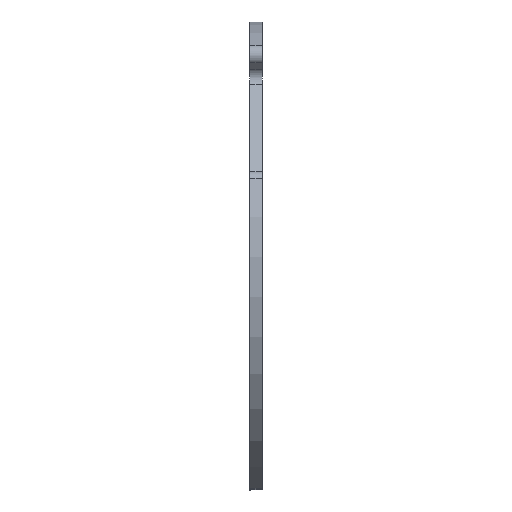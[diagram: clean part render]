
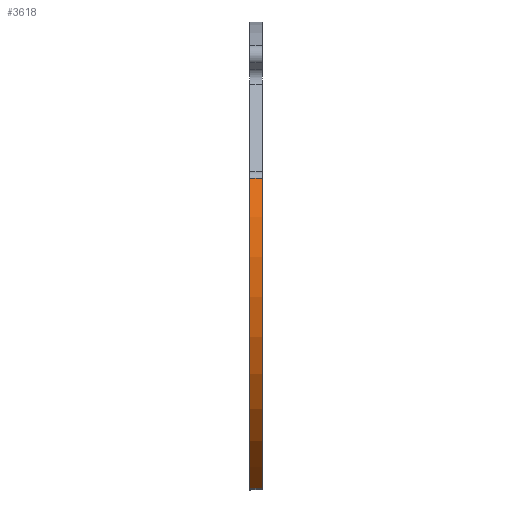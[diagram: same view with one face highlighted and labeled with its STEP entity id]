
A CAD part, top view. The second image highlights one B-rep face of the part: STEP entity #3618.
In plain terms, the highlighted cylindrical face has radius 47 mm (diameter 94 mm), a partial arc.
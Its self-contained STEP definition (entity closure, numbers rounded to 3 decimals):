
#1300=DIRECTION('',(-1.,0.,0.));
#1301=VECTOR('',#1300,2.3);
#1302=CARTESIAN_POINT('',(8.,17.166,43.753));
#1303=LINE('',#1302,#1301);
#1307=CARTESIAN_POINT('',(8.,0.,0.));
#1308=DIRECTION('',(1.,0.,0.));
#1309=DIRECTION('',(0.,0.365,0.931));
#1310=AXIS2_PLACEMENT_3D('',#1307,#1308,#1309);
#1315=DIRECTION('',(1.,0.,0.));
#1316=VECTOR('',#1315,2.3);
#1317=CARTESIAN_POINT('',(5.7,-41.84,21.411));
#1318=LINE('',#1317,#1316);
#1322=CARTESIAN_POINT('',(5.7,0.,0.));
#1323=DIRECTION('',(-1.,0.,0.));
#1324=DIRECTION('',(0.,-0.89,0.456));
#1325=AXIS2_PLACEMENT_3D('',#1322,#1323,#1324);
#2650=CARTESIAN_POINT('',(5.7,17.166,43.753));
#2652=VERTEX_POINT('',#2650);
#2656=CARTESIAN_POINT('',(8.,17.166,43.753));
#2657=VERTEX_POINT('',#2656);
#2682=CARTESIAN_POINT('',(8.,-41.84,21.411));
#2683=VERTEX_POINT('',#2682);
#2688=CARTESIAN_POINT('',(5.7,-41.84,21.411));
#2689=VERTEX_POINT('',#2688);
#3606=CARTESIAN_POINT('',(5.7,0.,0.));
#3607=DIRECTION('',(1.,0.,0.));
#3608=DIRECTION('',(0.,1.,0.));
#3609=AXIS2_PLACEMENT_3D('',#3606,#3607,#3608);
#3610=CYLINDRICAL_SURFACE('',#3609,47.);
#3611=ORIENTED_EDGE('',*,*,#3288,.F.);
#3612=ORIENTED_EDGE('',*,*,#3421,.T.);
#3614=ORIENTED_EDGE('',*,*,#3613,.F.);
#3615=ORIENTED_EDGE('',*,*,#3049,.T.);
#3616=EDGE_LOOP('',(#3611,#3612,#3614,#3615));
#3617=FACE_OUTER_BOUND('',#3616,.F.);
#1311=CIRCLE('',#1310,47.);
#1326=CIRCLE('',#1325,47.);
#3049=EDGE_CURVE('',#2689,#2652,#1326,.T.);
#3288=EDGE_CURVE('',#2657,#2652,#1303,.T.);
#3421=EDGE_CURVE('',#2657,#2683,#1311,.T.);
#3613=EDGE_CURVE('',#2689,#2683,#1318,.T.);
#3618=ADVANCED_FACE('',(#3617),#3610,.T.);
